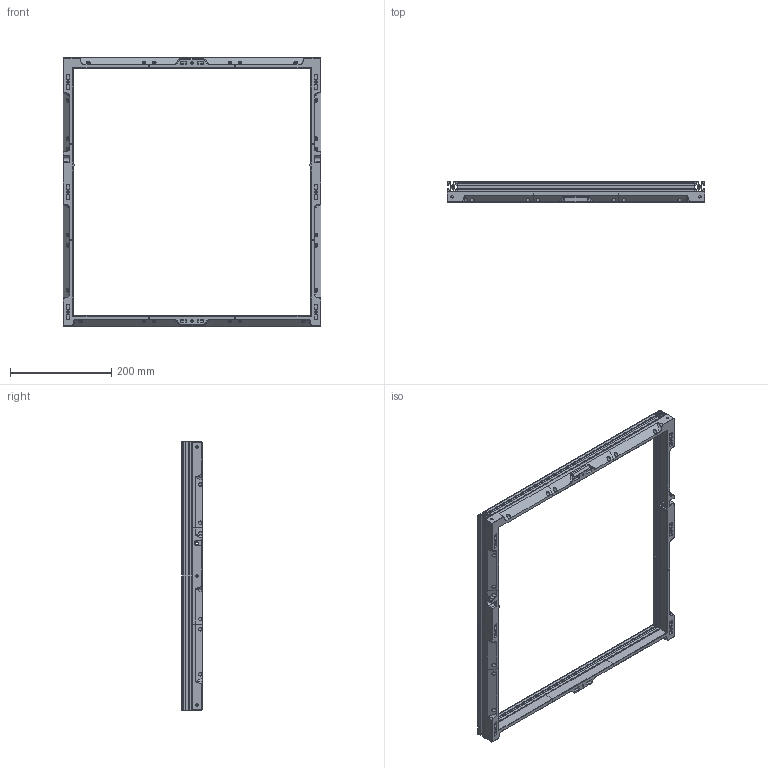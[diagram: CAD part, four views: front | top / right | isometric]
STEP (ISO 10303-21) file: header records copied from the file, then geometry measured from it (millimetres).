
FILE_DESCRIPTION(/* description */ (''),/* implementation_level */ '2;1');
FILE_NAME(/* name */ '350 Frame.step',/* time_stamp */ '2025-10-22T11:20:26+08:00',/* author */ (''),/* organization */ (''),/* preprocessor_version */ 'ST-DEVELOPER v20.1',/* originating_system */ 'Autodesk Translation Framework v14.17.0.0',/* authorisation */ '');
FILE_SCHEMA (('AUTOMOTIVE_DESIGN { 1 0 10303 214 3 1 1 }'));
Length unit declared in the file: millimetre
Products named in the file (11): 350 Frame; Frame; PrintedParts; Top Corner 350; Top Mid 350; Top Corner (Mirror); Bottom Corner 350; Bottom Mid 350; Bottom Corner (Mirror); Side Bar 350n; Side Bar (Mirror)
Assembly tree (10 placements, depth 3):
  350 Frame
    Frame
    PrintedParts
      Top Corner 350
      Top Mid 350
      Top Corner (Mirror)
      Bottom Corner 350
      Bottom Mid 350
      Bottom Corner (Mirror)
      Side Bar 350n
      Side Bar (Mirror)
Bounding box: 510 x 40 x 530 mm (x, y, z)
Volume: 1002183.6 mm3; surface area: 521818.4 mm2
Topology: 12 solids, 12 shells, 1118 faces, 2778 edges, 1692 vertices
Faces by surface type: plane 666, cylinder 272, cone 74, bspline 44, sphere 38, torus 24
Full cylindrical faces by diameter (mm): 3.5 x34, 4.6 x2, 4.7 x16, 5.12 x4, 5.5 x2, 6.5 x24
Entity records: 35723 total; most frequent: CARTESIAN_POINT 8973, ORIENTED_EDGE 5508, DIRECTION 5376, EDGE_CURVE 2754, LINE 1978, VECTOR 1978, AXIS2_PLACEMENT_3D 1699, VERTEX_POINT 1692
